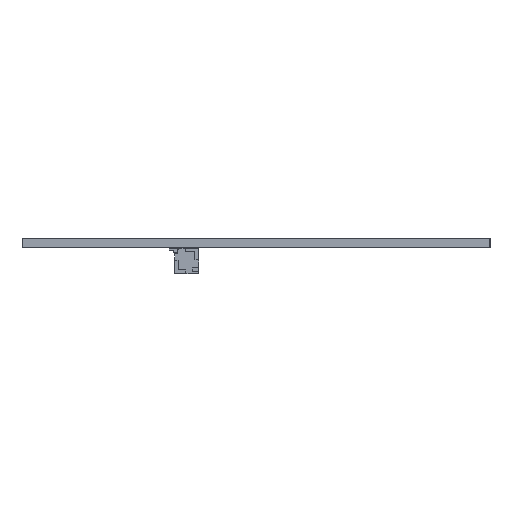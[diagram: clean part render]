
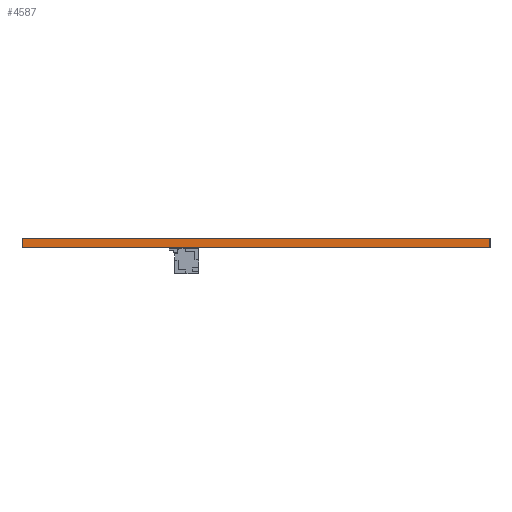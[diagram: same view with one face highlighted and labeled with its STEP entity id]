
A CAD part, left-side view. The second image highlights one B-rep face of the part: STEP entity #4587.
In plain terms, the highlighted planar face has unit normal (-1, 0, 0).
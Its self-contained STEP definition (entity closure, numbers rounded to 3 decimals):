
#4531 = VERTEX_POINT('',#4532);
#4532 = CARTESIAN_POINT('',(102.475,-136.65,1.6));
#4538 = EDGE_CURVE('',#4539,#4531,#4541,.T.);
#4539 = VERTEX_POINT('',#4540);
#4540 = CARTESIAN_POINT('',(102.475,-136.65,0.));
#4541 = LINE('',#4542,#4543);
#4542 = CARTESIAN_POINT('',(102.475,-136.65,0.));
#4543 = VECTOR('',#4544,1.);
#4544 = DIRECTION('',(0.,0.,1.));
#4587 = ADVANCED_FACE('',(#4588),#4613,.T.);
#4588 = FACE_BOUND('',#4589,.T.);
#4589 = EDGE_LOOP('',(#4590,#4591,#4599,#4607));
#4590 = ORIENTED_EDGE('',*,*,#4538,.T.);
#4591 = ORIENTED_EDGE('',*,*,#4592,.T.);
#4592 = EDGE_CURVE('',#4531,#4593,#4595,.T.);
#4593 = VERTEX_POINT('',#4594);
#4594 = CARTESIAN_POINT('',(102.475,-58.65,1.6));
#4595 = LINE('',#4596,#4597);
#4596 = CARTESIAN_POINT('',(102.475,-136.65,1.6));
#4597 = VECTOR('',#4598,1.);
#4598 = DIRECTION('',(0.,1.,0.));
#4599 = ORIENTED_EDGE('',*,*,#4600,.F.);
#4600 = EDGE_CURVE('',#4601,#4593,#4603,.T.);
#4601 = VERTEX_POINT('',#4602);
#4602 = CARTESIAN_POINT('',(102.475,-58.65,0.));
#4603 = LINE('',#4604,#4605);
#4604 = CARTESIAN_POINT('',(102.475,-58.65,0.));
#4605 = VECTOR('',#4606,1.);
#4606 = DIRECTION('',(0.,0.,1.));
#4607 = ORIENTED_EDGE('',*,*,#4608,.F.);
#4608 = EDGE_CURVE('',#4539,#4601,#4609,.T.);
#4609 = LINE('',#4610,#4611);
#4610 = CARTESIAN_POINT('',(102.475,-136.65,0.));
#4611 = VECTOR('',#4612,1.);
#4612 = DIRECTION('',(0.,1.,0.));
#4613 = PLANE('',#4614);
#4614 = AXIS2_PLACEMENT_3D('',#4615,#4616,#4617);
#4615 = CARTESIAN_POINT('',(102.475,-136.65,0.));
#4616 = DIRECTION('',(-1.,0.,0.));
#4617 = DIRECTION('',(0.,1.,0.));
